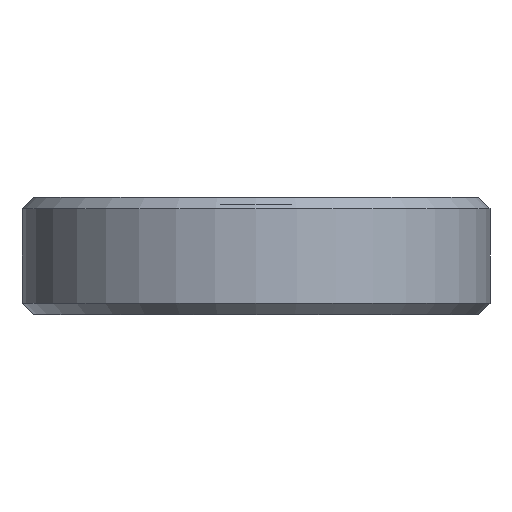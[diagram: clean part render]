
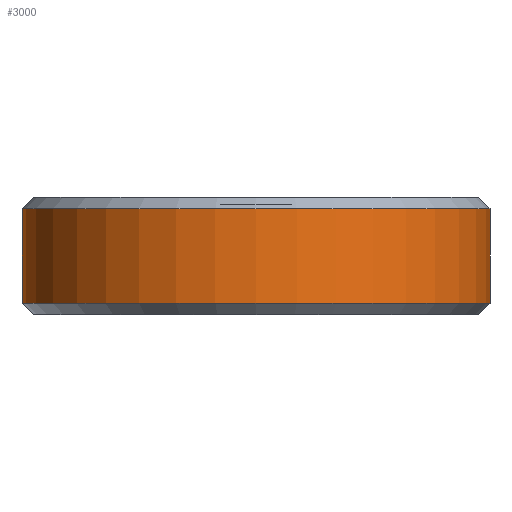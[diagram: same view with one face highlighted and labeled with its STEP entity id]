
A CAD part, left-side view. The second image highlights one B-rep face of the part: STEP entity #3000.
In plain terms, the highlighted cylindrical face has radius 6.25 mm (diameter 12.5 mm), a partial arc.
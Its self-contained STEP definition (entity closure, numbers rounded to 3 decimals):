
#144 = VERTEX_POINT('',#145);
#145 = CARTESIAN_POINT('',(0.,-6.25,0.3));
#161 = CONICAL_SURFACE('',#162,6.25,0.785);
#162 = AXIS2_PLACEMENT_3D('',#163,#164,#165);
#163 = CARTESIAN_POINT('',(0.,0.,0.3));
#164 = DIRECTION('',(0.,0.,1.));
#165 = DIRECTION('',(0.,1.,0.));
#187 = PLANE('',#188);
#188 = AXIS2_PLACEMENT_3D('',#189,#190,#191);
#189 = CARTESIAN_POINT('',(237.5,-6.25,0.));
#190 = DIRECTION('',(0.,-1.,0.));
#191 = DIRECTION('',(-1.,0.,0.));
#290 = PLANE('',#291);
#291 = AXIS2_PLACEMENT_3D('',#292,#293,#294);
#292 = CARTESIAN_POINT('',(237.5,6.25,0.));
#293 = DIRECTION('',(0.,-1.,0.));
#294 = DIRECTION('',(-1.,0.,0.));
#1512 = VERTEX_POINT('',#1513);
#1513 = CARTESIAN_POINT('',(0.,6.25,0.3));
#1559 = EDGE_CURVE('',#1512,#144,#1560,.T.);
#1560 = SURFACE_CURVE('',#1561,(#1566,#1573),.PCURVE_S1.);
#1561 = CIRCLE('',#1562,6.25);
#1562 = AXIS2_PLACEMENT_3D('',#1563,#1564,#1565);
#1563 = CARTESIAN_POINT('',(0.,0.,0.3));
#1564 = DIRECTION('',(0.,-0.,1.));
#1565 = DIRECTION('',(0.,1.,0.));
#1566 = PCURVE('',#161,#1567);
#1567 = DEFINITIONAL_REPRESENTATION('',(#1568),#1572);
#1568 = LINE('',#1569,#1570);
#1569 = CARTESIAN_POINT('',(0.,-0.));
#1570 = VECTOR('',#1571,1.);
#1571 = DIRECTION('',(1.,-0.));
#1572 = ( GEOMETRIC_REPRESENTATION_CONTEXT(2) 
PARAMETRIC_REPRESENTATION_CONTEXT() REPRESENTATION_CONTEXT('2D SPACE',''
  ) );
#1573 = PCURVE('',#1574,#1579);
#1574 = CYLINDRICAL_SURFACE('',#1575,6.25);
#1575 = AXIS2_PLACEMENT_3D('',#1576,#1577,#1578);
#1576 = CARTESIAN_POINT('',(0.,0.,0.));
#1577 = DIRECTION('',(-0.,-0.,-1.));
#1578 = DIRECTION('',(1.,0.,0.));
#1579 = DEFINITIONAL_REPRESENTATION('',(#1580),#1584);
#1580 = LINE('',#1581,#1582);
#1581 = CARTESIAN_POINT('',(-1.571,-0.3));
#1582 = VECTOR('',#1583,1.);
#1583 = DIRECTION('',(-1.,0.));
#1584 = ( GEOMETRIC_REPRESENTATION_CONTEXT(2) 
PARAMETRIC_REPRESENTATION_CONTEXT() REPRESENTATION_CONTEXT('2D SPACE',''
  ) );
#1593 = VERTEX_POINT('',#1594);
#1594 = CARTESIAN_POINT('',(0.,-6.25,2.825));
#1620 = EDGE_CURVE('',#144,#1593,#1621,.T.);
#1621 = SURFACE_CURVE('',#1622,(#1626,#1633),.PCURVE_S1.);
#1622 = LINE('',#1623,#1624);
#1623 = CARTESIAN_POINT('',(0.,-6.25,0.));
#1624 = VECTOR('',#1625,1.);
#1625 = DIRECTION('',(0.,0.,1.));
#1626 = PCURVE('',#187,#1627);
#1627 = DEFINITIONAL_REPRESENTATION('',(#1628),#1632);
#1628 = LINE('',#1629,#1630);
#1629 = CARTESIAN_POINT('',(237.5,0.));
#1630 = VECTOR('',#1631,1.);
#1631 = DIRECTION('',(0.,-1.));
#1632 = ( GEOMETRIC_REPRESENTATION_CONTEXT(2) 
PARAMETRIC_REPRESENTATION_CONTEXT() REPRESENTATION_CONTEXT('2D SPACE',''
  ) );
#1633 = PCURVE('',#1574,#1634);
#1634 = DEFINITIONAL_REPRESENTATION('',(#1635),#1639);
#1635 = LINE('',#1636,#1637);
#1636 = CARTESIAN_POINT('',(-4.712,0.));
#1637 = VECTOR('',#1638,1.);
#1638 = DIRECTION('',(-0.,-1.));
#1639 = ( GEOMETRIC_REPRESENTATION_CONTEXT(2) 
PARAMETRIC_REPRESENTATION_CONTEXT() REPRESENTATION_CONTEXT('2D SPACE',''
  ) );
#1729 = VERTEX_POINT('',#1730);
#1730 = CARTESIAN_POINT('',(0.,6.25,2.825));
#1751 = EDGE_CURVE('',#1512,#1729,#1752,.T.);
#1752 = SURFACE_CURVE('',#1753,(#1757,#1764),.PCURVE_S1.);
#1753 = LINE('',#1754,#1755);
#1754 = CARTESIAN_POINT('',(0.,6.25,0.));
#1755 = VECTOR('',#1756,1.);
#1756 = DIRECTION('',(0.,0.,1.));
#1757 = PCURVE('',#290,#1758);
#1758 = DEFINITIONAL_REPRESENTATION('',(#1759),#1763);
#1759 = LINE('',#1760,#1761);
#1760 = CARTESIAN_POINT('',(237.5,0.));
#1761 = VECTOR('',#1762,1.);
#1762 = DIRECTION('',(0.,-1.));
#1763 = ( GEOMETRIC_REPRESENTATION_CONTEXT(2) 
PARAMETRIC_REPRESENTATION_CONTEXT() REPRESENTATION_CONTEXT('2D SPACE',''
  ) );
#1764 = PCURVE('',#1574,#1765);
#1765 = DEFINITIONAL_REPRESENTATION('',(#1766),#1770);
#1766 = LINE('',#1767,#1768);
#1767 = CARTESIAN_POINT('',(-1.571,0.));
#1768 = VECTOR('',#1769,1.);
#1769 = DIRECTION('',(-0.,-1.));
#1770 = ( GEOMETRIC_REPRESENTATION_CONTEXT(2) 
PARAMETRIC_REPRESENTATION_CONTEXT() REPRESENTATION_CONTEXT('2D SPACE',''
  ) );
#3000 = ADVANCED_FACE('',(#3001),#1574,.T.);
#3001 = FACE_BOUND('',#3002,.F.);
#3002 = EDGE_LOOP('',(#3003,#3004,#3031,#3032));
#3003 = ORIENTED_EDGE('',*,*,#1751,.T.);
#3004 = ORIENTED_EDGE('',*,*,#3005,.T.);
#3005 = EDGE_CURVE('',#1729,#1593,#3006,.T.);
#3006 = SURFACE_CURVE('',#3007,(#3012,#3019),.PCURVE_S1.);
#3007 = CIRCLE('',#3008,6.25);
#3008 = AXIS2_PLACEMENT_3D('',#3009,#3010,#3011);
#3009 = CARTESIAN_POINT('',(0.,0.,2.825));
#3010 = DIRECTION('',(0.,-0.,1.));
#3011 = DIRECTION('',(0.,1.,0.));
#3012 = PCURVE('',#1574,#3013);
#3013 = DEFINITIONAL_REPRESENTATION('',(#3014),#3018);
#3014 = LINE('',#3015,#3016);
#3015 = CARTESIAN_POINT('',(-1.571,-2.825));
#3016 = VECTOR('',#3017,1.);
#3017 = DIRECTION('',(-1.,0.));
#3018 = ( GEOMETRIC_REPRESENTATION_CONTEXT(2) 
PARAMETRIC_REPRESENTATION_CONTEXT() REPRESENTATION_CONTEXT('2D SPACE',''
  ) );
#3019 = PCURVE('',#3020,#3025);
#3020 = CONICAL_SURFACE('',#3021,6.25,0.785);
#3021 = AXIS2_PLACEMENT_3D('',#3022,#3023,#3024);
#3022 = CARTESIAN_POINT('',(0.,0.,2.825));
#3023 = DIRECTION('',(-0.,-0.,-1.));
#3024 = DIRECTION('',(0.,1.,0.));
#3025 = DEFINITIONAL_REPRESENTATION('',(#3026),#3030);
#3026 = LINE('',#3027,#3028);
#3027 = CARTESIAN_POINT('',(-0.,-0.));
#3028 = VECTOR('',#3029,1.);
#3029 = DIRECTION('',(-1.,-0.));
#3030 = ( GEOMETRIC_REPRESENTATION_CONTEXT(2) 
PARAMETRIC_REPRESENTATION_CONTEXT() REPRESENTATION_CONTEXT('2D SPACE',''
  ) );
#3031 = ORIENTED_EDGE('',*,*,#1620,.F.);
#3032 = ORIENTED_EDGE('',*,*,#1559,.F.);
